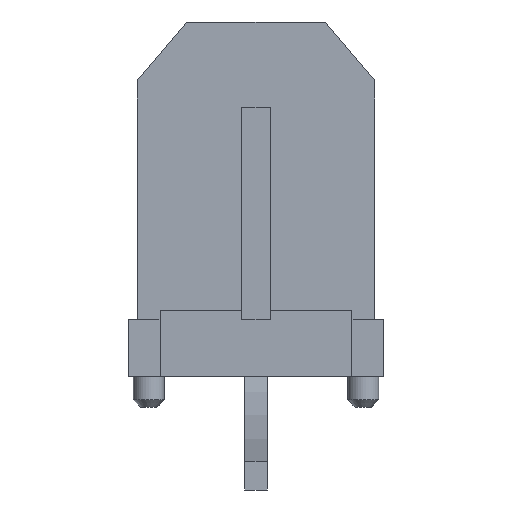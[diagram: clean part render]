
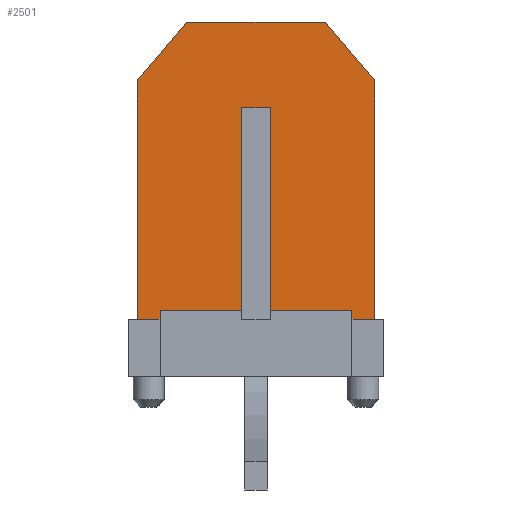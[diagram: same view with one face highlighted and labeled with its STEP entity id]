
A CAD part, front view. The second image highlights one B-rep face of the part: STEP entity #2501.
In plain terms, the highlighted planar face has unit normal (0, -1, 0).
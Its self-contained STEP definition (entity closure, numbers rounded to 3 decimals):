
#9=DIRECTION('',(1.,0.,0.));
#10=VECTOR('',#9,3.881);
#11=CARTESIAN_POINT('',(-1.94,-3.43,4.955));
#12=LINE('',#11,#10);
#197=DIRECTION('',(0.,0.,1.));
#198=VECTOR('',#197,6.66);
#199=CARTESIAN_POINT('',(3.325,-3.43,-3.355));
#200=LINE('',#199,#198);
#681=DIRECTION('',(0.,0.,1.));
#682=VECTOR('',#681,5.66);
#683=CARTESIAN_POINT('',(0.4,-3.43,-3.105));
#684=LINE('',#683,#682);
#685=DIRECTION('',(-1.,0.,0.));
#686=VECTOR('',#685,0.8);
#687=CARTESIAN_POINT('',(0.4,-3.43,2.555));
#688=LINE('',#687,#686);
#689=DIRECTION('',(0.,0.,1.));
#690=VECTOR('',#689,5.66);
#691=CARTESIAN_POINT('',(-0.4,-3.43,-3.105));
#692=LINE('',#691,#690);
#693=DIRECTION('',(-1.,0.,0.));
#694=VECTOR('',#693,2.285);
#695=CARTESIAN_POINT('',(-0.4,-3.43,-3.105));
#696=LINE('',#695,#694);
#697=DIRECTION('',(0.,0.,1.));
#698=VECTOR('',#697,0.25);
#699=CARTESIAN_POINT('',(-2.685,-3.43,-3.355));
#700=LINE('',#699,#698);
#701=DIRECTION('',(1.,0.,0.));
#702=VECTOR('',#701,0.64);
#703=CARTESIAN_POINT('',(-3.325,-3.43,-3.355));
#704=LINE('',#703,#702);
#705=DIRECTION('',(0.,0.,1.));
#706=VECTOR('',#705,6.66);
#707=CARTESIAN_POINT('',(-3.325,-3.43,-3.355));
#708=LINE('',#707,#706);
#709=DIRECTION('',(0.643,0.,0.766));
#710=VECTOR('',#709,2.154);
#711=CARTESIAN_POINT('',(-3.325,-3.43,3.305));
#712=LINE('',#711,#710);
#713=DIRECTION('',(0.643,0.,-0.766));
#714=VECTOR('',#713,2.154);
#715=CARTESIAN_POINT('',(1.94,-3.43,4.955));
#716=LINE('',#715,#714);
#717=DIRECTION('',(-1.,0.,0.));
#718=VECTOR('',#717,0.64);
#719=CARTESIAN_POINT('',(3.325,-3.43,-3.355));
#720=LINE('',#719,#718);
#721=DIRECTION('',(0.,0.,1.));
#722=VECTOR('',#721,0.25);
#723=CARTESIAN_POINT('',(2.685,-3.43,-3.355));
#724=LINE('',#723,#722);
#725=DIRECTION('',(-1.,0.,0.));
#726=VECTOR('',#725,2.285);
#727=CARTESIAN_POINT('',(2.685,-3.43,-3.105));
#728=LINE('',#727,#726);
#1251=CARTESIAN_POINT('',(1.94,-3.43,4.955));
#1253=VERTEX_POINT('',#1251);
#1259=CARTESIAN_POINT('',(-1.94,-3.43,4.955));
#1261=VERTEX_POINT('',#1259);
#1272=CARTESIAN_POINT('',(-3.325,-3.43,3.305));
#1274=VERTEX_POINT('',#1272);
#1275=CARTESIAN_POINT('',(3.325,-3.43,3.305));
#1276=VERTEX_POINT('',#1275);
#1311=CARTESIAN_POINT('',(-3.325,-3.43,-3.355));
#1312=CARTESIAN_POINT('',(-2.685,-3.43,-3.355));
#1313=VERTEX_POINT('',#1311);
#1314=VERTEX_POINT('',#1312);
#1315=CARTESIAN_POINT('',(3.325,-3.43,-3.355));
#1316=CARTESIAN_POINT('',(2.685,-3.43,-3.355));
#1317=VERTEX_POINT('',#1315);
#1318=VERTEX_POINT('',#1316);
#1323=CARTESIAN_POINT('',(-2.685,-3.43,-3.105));
#1324=VERTEX_POINT('',#1323);
#1325=CARTESIAN_POINT('',(2.685,-3.43,-3.105));
#1326=VERTEX_POINT('',#1325);
#1471=CARTESIAN_POINT('',(0.4,-3.43,-3.105));
#1472=CARTESIAN_POINT('',(0.4,-3.43,2.555));
#1473=VERTEX_POINT('',#1471);
#1474=VERTEX_POINT('',#1472);
#1475=CARTESIAN_POINT('',(-0.4,-3.43,2.555));
#1476=VERTEX_POINT('',#1475);
#1477=CARTESIAN_POINT('',(-0.4,-3.43,-3.105));
#1478=VERTEX_POINT('',#1477);
#2470=CARTESIAN_POINT('',(-3.325,-3.43,-4.955));
#2471=DIRECTION('',(0.,-1.,0.));
#2472=DIRECTION('',(1.,0.,0.));
#2473=AXIS2_PLACEMENT_3D('',#2470,#2471,#2472);
#2474=PLANE('',#2473);
#2476=ORIENTED_EDGE('',*,*,#2475,.T.);
#2478=ORIENTED_EDGE('',*,*,#2477,.T.);
#2480=ORIENTED_EDGE('',*,*,#2479,.F.);
#2482=ORIENTED_EDGE('',*,*,#2481,.T.);
#2484=ORIENTED_EDGE('',*,*,#2483,.F.);
#2485=ORIENTED_EDGE('',*,*,#2458,.F.);
#2487=ORIENTED_EDGE('',*,*,#2486,.T.);
#2489=ORIENTED_EDGE('',*,*,#2488,.T.);
#2490=ORIENTED_EDGE('',*,*,#1570,.T.);
#2491=ORIENTED_EDGE('',*,*,#1625,.T.);
#2492=ORIENTED_EDGE('',*,*,#1745,.F.);
#2494=ORIENTED_EDGE('',*,*,#2493,.T.);
#2496=ORIENTED_EDGE('',*,*,#2495,.T.);
#2498=ORIENTED_EDGE('',*,*,#2497,.T.);
#2499=EDGE_LOOP('',(#2476,#2478,#2480,#2482,#2484,#2485,#2487,#2489,#2490,#2491,
#2492,#2494,#2496,#2498));
#2500=FACE_OUTER_BOUND('',#2499,.F.);
#2501=ADVANCED_FACE('',(#2500),#2474,.T.);
#1570=EDGE_CURVE('',#1261,#1253,#12,.T.);
#1625=EDGE_CURVE('',#1253,#1276,#716,.T.);
#1745=EDGE_CURVE('',#1317,#1276,#200,.T.);
#2458=EDGE_CURVE('',#1313,#1314,#704,.T.);
#2475=EDGE_CURVE('',#1473,#1474,#684,.T.);
#2477=EDGE_CURVE('',#1474,#1476,#688,.T.);
#2479=EDGE_CURVE('',#1478,#1476,#692,.T.);
#2481=EDGE_CURVE('',#1478,#1324,#696,.T.);
#2483=EDGE_CURVE('',#1314,#1324,#700,.T.);
#2486=EDGE_CURVE('',#1313,#1274,#708,.T.);
#2488=EDGE_CURVE('',#1274,#1261,#712,.T.);
#2493=EDGE_CURVE('',#1317,#1318,#720,.T.);
#2495=EDGE_CURVE('',#1318,#1326,#724,.T.);
#2497=EDGE_CURVE('',#1326,#1473,#728,.T.);
